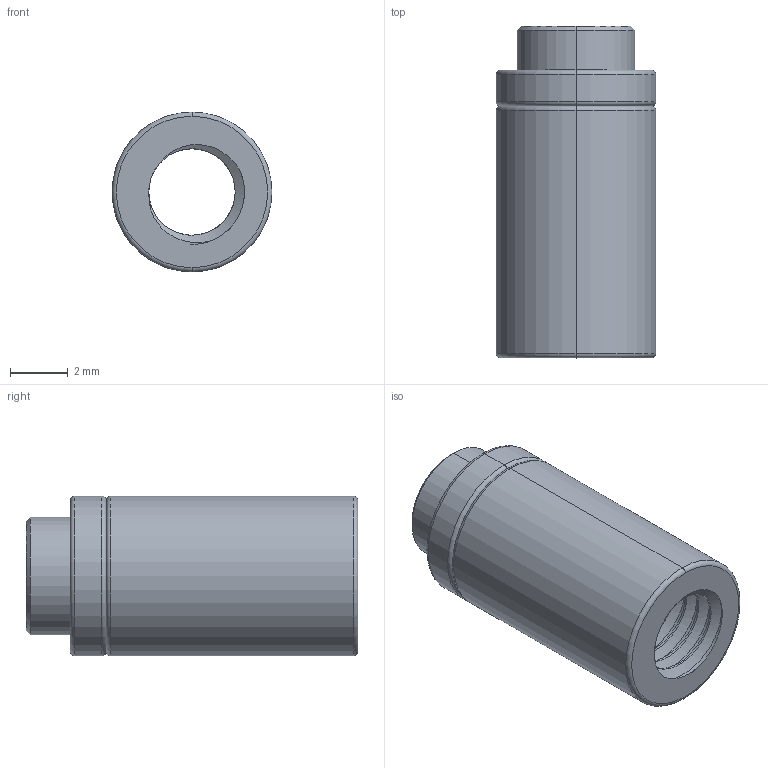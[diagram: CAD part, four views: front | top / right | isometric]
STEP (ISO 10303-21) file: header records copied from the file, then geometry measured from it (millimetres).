
FILE_DESCRIPTION (( 'STEP AP214' ), '1' );
FILE_NAME ('SMTSO-M3-10ET.STEP', '2023-07-06T10:07:32', ( '' ), ( '' ), 'SwSTEP 2.0', 'SolidWorks 2022', '' );
FILE_SCHEMA (( 'AUTOMOTIVE_DESIGN' ));
Length unit declared in the file: millimetre
Products named in the file (1): SMTSO-M3-10ET
Bounding box: 5.56 x 11.53 x 5.56 mm (x, y, z)
Volume: 159.1 mm3; surface area: 455.7 mm2
Topology: 3 solids, 3 shells, 74 faces, 194 edges, 126 vertices
Faces by surface type: cylinder 49, bspline 9, torus 8, plane 6, cone 2
Entity records: 8747 total; most frequent: CARTESIAN_POINT 7160, ORIENTED_EDGE 388, DIRECTION 258, EDGE_CURVE 194, VERTEX_POINT 126, AXIS2_PLACEMENT_3D 105, EDGE_LOOP 80, ADVANCED_FACE 74
